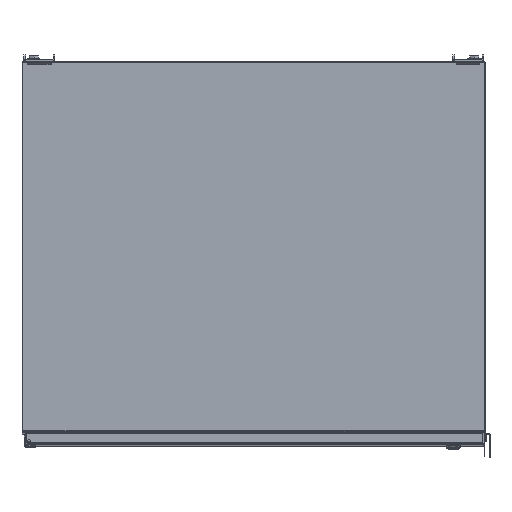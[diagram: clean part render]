
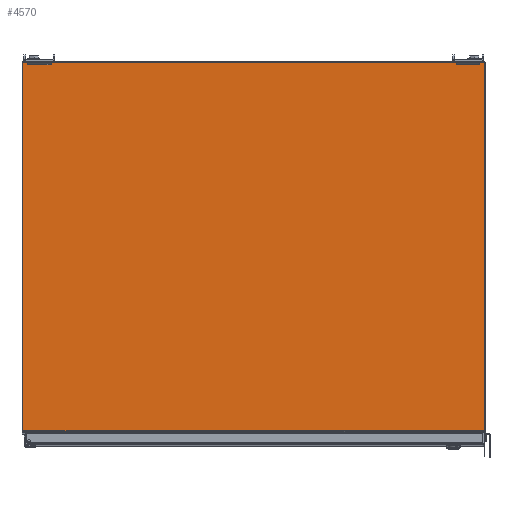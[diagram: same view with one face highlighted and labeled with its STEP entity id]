
A CAD part, top view. The second image highlights one B-rep face of the part: STEP entity #4570.
In plain terms, the highlighted planar face has unit normal (0, 0, 1).
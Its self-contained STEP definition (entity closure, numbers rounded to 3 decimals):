
#4570 = ADVANCED_FACE( '', ( #11060 ), #11061, .T. );
#11060 = FACE_OUTER_BOUND( '', #23326, .T. );
#11061 = PLANE( '', #23327 );
#23326 = EDGE_LOOP( '', ( #63253, #63254, #63255, #63256 ) );
#23327 = AXIS2_PLACEMENT_3D( '', #63257, #63258, #63259 );
#63253 = ORIENTED_EDGE( '', *, *, #91903, .T. );
#63254 = ORIENTED_EDGE( '', *, *, #91904, .T. );
#63255 = ORIENTED_EDGE( '', *, *, #91905, .T. );
#63256 = ORIENTED_EDGE( '', *, *, #91906, .T. );
#63257 = CARTESIAN_POINT( '', ( 0., 0., 0. ) );
#63258 = DIRECTION( '', ( 0., 0., 1. ) );
#63259 = DIRECTION( '', ( 1., 0., 0. ) );
#91903 = EDGE_CURVE( '', #102508, #102509, #102510, .T. );
#91904 = EDGE_CURVE( '', #102509, #102511, #102512, .T. );
#91905 = EDGE_CURVE( '', #102511, #102513, #102514, .T. );
#91906 = EDGE_CURVE( '', #102513, #102508, #102515, .T. );
#102508 = VERTEX_POINT( '', #121158 );
#102509 = VERTEX_POINT( '', #121159 );
#102510 = LINE( '', #121160, #121161 );
#102511 = VERTEX_POINT( '', #121162 );
#102512 = LINE( '', #121163, #121164 );
#102513 = VERTEX_POINT( '', #121165 );
#102514 = LINE( '', #121166, #121167 );
#102515 = LINE( '', #121168, #121169 );
#121158 = CARTESIAN_POINT( '', ( -379.476, 304.038, 0. ) );
#121159 = CARTESIAN_POINT( '', ( -379.476, -301.701, 0. ) );
#121160 = CARTESIAN_POINT( '', ( -379.476, 304.038, 0. ) );
#121161 = VECTOR( '', #149981, 1000. );
#121162 = CARTESIAN_POINT( '', ( 379.476, -301.701, 0. ) );
#121163 = CARTESIAN_POINT( '', ( -379.476, -301.701, 0. ) );
#121164 = VECTOR( '', #149982, 1000. );
#121165 = CARTESIAN_POINT( '', ( 379.476, 304.038, 0. ) );
#121166 = CARTESIAN_POINT( '', ( 379.476, -304.038, 0. ) );
#121167 = VECTOR( '', #149983, 1000. );
#121168 = CARTESIAN_POINT( '', ( 379.476, 304.038, 0. ) );
#121169 = VECTOR( '', #149984, 1000. );
#149981 = DIRECTION( '', ( 0., -1., 0. ) );
#149982 = DIRECTION( '', ( 1., 0., 0. ) );
#149983 = DIRECTION( '', ( 0., 1., 0. ) );
#149984 = DIRECTION( '', ( -1., 0., 0. ) );
